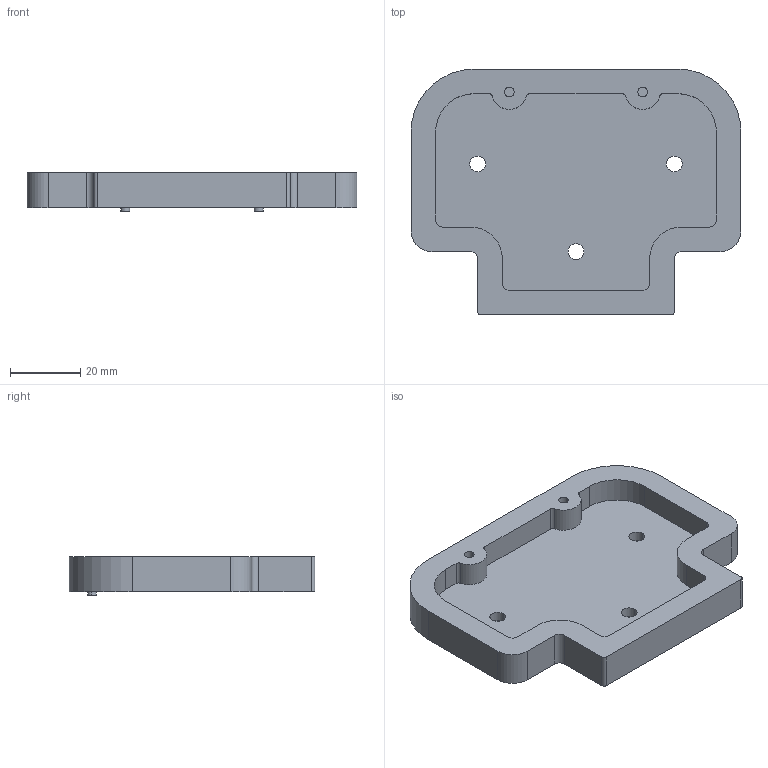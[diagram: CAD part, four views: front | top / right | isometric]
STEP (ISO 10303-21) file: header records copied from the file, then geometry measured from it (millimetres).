
FILE_DESCRIPTION (( 'STEP AP203' ), '1' );
FILE_NAME ('sone3D.STEP', '2017-09-26T01:05:18', ( '' ), ( '' ), 'SwSTEP 2.0', 'SolidWorks 2014', '' );
FILE_SCHEMA (( 'CONFIG_CONTROL_DESIGN' ));
Length unit declared in the file: millimetre
Products named in the file (1): sone3D
Bounding box: 94 x 70 x 11 mm (x, y, z)
Volume: 31313.2 mm3; surface area: 16452.6 mm2
Topology: 1 solids, 1 shells, 61 faces, 162 edges, 108 vertices
Faces by surface type: cylinder 36, plane 25
Entity records: 2017 total; most frequent: DIRECTION 358, CARTESIAN_POINT 332, ORIENTED_EDGE 324, EDGE_CURVE 162, AXIS2_PLACEMENT_3D 134, VERTEX_POINT 108, LINE 90, VECTOR 90
